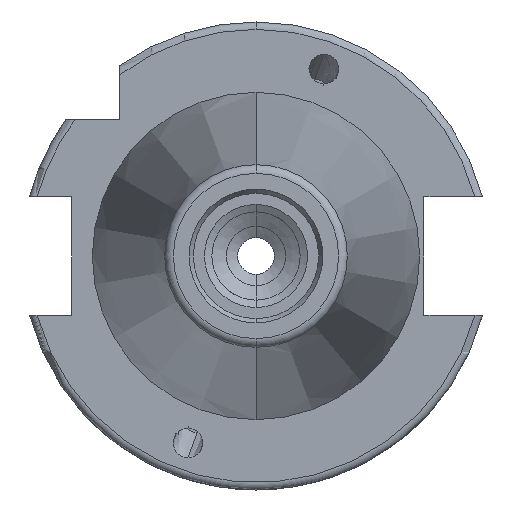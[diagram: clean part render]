
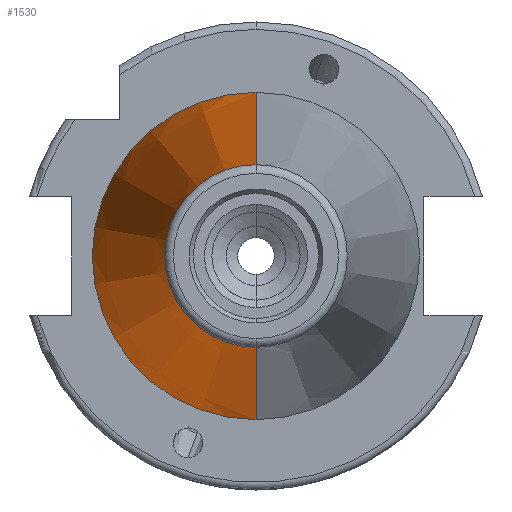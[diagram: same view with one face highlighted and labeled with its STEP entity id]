
A CAD part, left-side view. The second image highlights one B-rep face of the part: STEP entity #1530.
In plain terms, the highlighted conical face has half-angle 8.297 degrees and reference radius 22.225 mm.
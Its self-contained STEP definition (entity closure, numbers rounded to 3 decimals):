
#5 = CARTESIAN_POINT ( 'NONE',  ( 0., 0., 22.225 ) ) ;
#44 = VERTEX_POINT ( 'NONE', #889 ) ;
#83 = LINE ( 'NONE', #1750, #4172 ) ;
#261 = CIRCLE ( 'NONE', #1121, 22.225 ) ;
#359 = CARTESIAN_POINT ( 'NONE',  ( 0., 0., -22.225 ) ) ;
#424 = ORIENTED_EDGE ( 'NONE', *, *, #1862, .F. ) ;
#427 = ORIENTED_EDGE ( 'NONE', *, *, #5209, .T. ) ;
#534 = CARTESIAN_POINT ( 'NONE',  ( 0., 0., 0. ) ) ;
#605 = CIRCLE ( 'NONE', #1458, 12.4 ) ;
#658 = DIRECTION ( 'NONE',  ( -1., 0., 0. ) ) ;
#757 = DIRECTION ( 'NONE',  ( 0., 0., -1. ) ) ;
#889 = CARTESIAN_POINT ( 'NONE',  ( -67.373, 0., 12.4 ) ) ;
#933 = DIRECTION ( 'NONE',  ( 0., 0., 1. ) ) ;
#942 = CARTESIAN_POINT ( 'NONE',  ( -67.373, 0., -12.4 ) ) ;
#1016 = EDGE_CURVE ( 'NONE', #3403, #4513, #1516, .T. ) ;
#1042 = CARTESIAN_POINT ( 'NONE',  ( -67.373, 0., 0. ) ) ;
#1121 = AXIS2_PLACEMENT_3D ( 'NONE', #534, #3375, #933 ) ;
#1176 = DIRECTION ( 'NONE',  ( 0.99, 0., -0.144 ) ) ;
#1458 = AXIS2_PLACEMENT_3D ( 'NONE', #1042, #658, #3091 ) ;
#1516 = LINE ( 'NONE', #3208, #4658 ) ;
#1530 = ADVANCED_FACE ( 'NONE', ( #4068 ), #3936, .T. ) ;
#1750 = CARTESIAN_POINT ( 'NONE',  ( 0., 0., 22.225 ) ) ;
#1846 = AXIS2_PLACEMENT_3D ( 'NONE', #3184, #4445, #757 ) ;
#1862 = EDGE_CURVE ( 'NONE', #44, #3403, #605, .T. ) ;
#2350 = VERTEX_POINT ( 'NONE', #5 ) ;
#3091 = DIRECTION ( 'NONE',  ( 0., 0., 1. ) ) ;
#3184 = CARTESIAN_POINT ( 'NONE',  ( 0., 0., 0. ) ) ;
#3208 = CARTESIAN_POINT ( 'NONE',  ( 0., 0., -22.225 ) ) ;
#3335 = EDGE_CURVE ( 'NONE', #44, #2350, #83, .T. ) ;
#3375 = DIRECTION ( 'NONE',  ( -1., 0., 0. ) ) ;
#3403 = VERTEX_POINT ( 'NONE', #942 ) ;
#3469 = EDGE_LOOP ( 'NONE', ( #424, #3899, #427, #3920 ) ) ;
#3899 = ORIENTED_EDGE ( 'NONE', *, *, #3335, .T. ) ;
#3920 = ORIENTED_EDGE ( 'NONE', *, *, #1016, .F. ) ;
#3936 = CONICAL_SURFACE ( 'NONE', #1846, 22.225, 0.145 ) ;
#4068 = FACE_OUTER_BOUND ( 'NONE', #3469, .T. ) ;
#4172 = VECTOR ( 'NONE', #4183, 1000. ) ;
#4183 = DIRECTION ( 'NONE',  ( 0.99, 0., 0.144 ) ) ;
#4445 = DIRECTION ( 'NONE',  ( 1., 0., 0. ) ) ;
#4513 = VERTEX_POINT ( 'NONE', #359 ) ;
#4658 = VECTOR ( 'NONE', #1176, 1000. ) ;
#5209 = EDGE_CURVE ( 'NONE', #2350, #4513, #261, .T. ) ;
